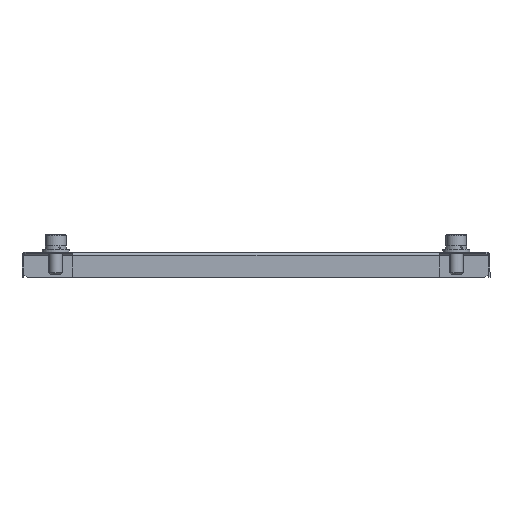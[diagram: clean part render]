
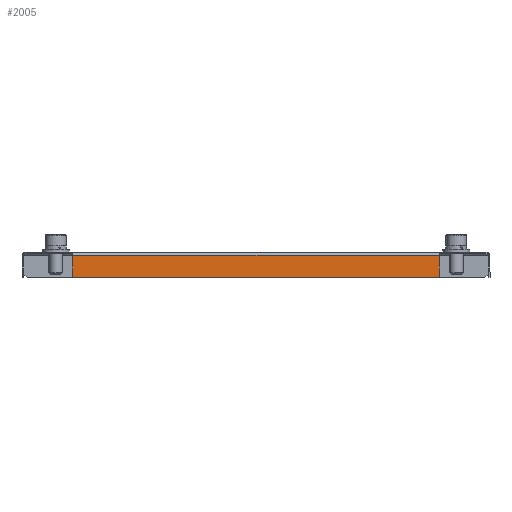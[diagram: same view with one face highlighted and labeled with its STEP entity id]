
A CAD part, front view. The second image highlights one B-rep face of the part: STEP entity #2005.
In plain terms, the highlighted planar face has unit normal (0, -1, 0).
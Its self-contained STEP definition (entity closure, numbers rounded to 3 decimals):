
#52 = DIRECTION ( 'NONE',  ( 0., 0., 1. ) ) ;
#129 = EDGE_LOOP ( 'NONE', ( #606, #1135, #3426, #3366 ) ) ;
#252 = VECTOR ( 'NONE', #52, 1000. ) ;
#278 = DIRECTION ( 'NONE',  ( 0., 0., -1. ) ) ;
#428 = DIRECTION ( 'NONE',  ( 0., 0., 1. ) ) ;
#509 = EDGE_CURVE ( 'NONE', #3067, #3479, #3268, .T. ) ;
#545 = CARTESIAN_POINT ( 'NONE',  ( -160., -206.35, -22. ) ) ;
#574 = CARTESIAN_POINT ( 'NONE',  ( 160., -206.35, -2.8 ) ) ;
#606 = ORIENTED_EDGE ( 'NONE', *, *, #2562, .F. ) ;
#647 = CARTESIAN_POINT ( 'NONE',  ( 160., -206.35, -1.5 ) ) ;
#774 = VECTOR ( 'NONE', #278, 1000. ) ;
#958 = VERTEX_POINT ( 'NONE', #574 ) ;
#972 = LINE ( 'NONE', #2162, #1796 ) ;
#1101 = PLANE ( 'NONE',  #1233 ) ;
#1111 = EDGE_CURVE ( 'NONE', #3479, #1481, #972, .T. ) ;
#1135 = ORIENTED_EDGE ( 'NONE', *, *, #509, .T. ) ;
#1233 = AXIS2_PLACEMENT_3D ( 'NONE', #1629, #3180, #428 ) ;
#1481 = VERTEX_POINT ( 'NONE', #2127 ) ;
#1629 = CARTESIAN_POINT ( 'NONE',  ( 0., -206.35, 0. ) ) ;
#1745 = LINE ( 'NONE', #2952, #2847 ) ;
#1783 = CARTESIAN_POINT ( 'NONE',  ( -160., -206.35, -22. ) ) ;
#1796 = VECTOR ( 'NONE', #3374, 1000. ) ;
#1842 = CARTESIAN_POINT ( 'NONE',  ( -160., -206.35, -2.8 ) ) ;
#1928 = FACE_OUTER_BOUND ( 'NONE', #129, .T. ) ;
#2005 = ADVANCED_FACE ( 'NONE', ( #1928 ), #1101, .F. ) ;
#2127 = CARTESIAN_POINT ( 'NONE',  ( 160., -206.35, -22. ) ) ;
#2162 = CARTESIAN_POINT ( 'NONE',  ( 160., -206.35, -22. ) ) ;
#2562 = EDGE_CURVE ( 'NONE', #3067, #958, #1745, .T. ) ;
#2746 = LINE ( 'NONE', #647, #252 ) ;
#2847 = VECTOR ( 'NONE', #3517, 1000. ) ;
#2952 = CARTESIAN_POINT ( 'NONE',  ( 0., -206.35, -2.8 ) ) ;
#3054 = EDGE_CURVE ( 'NONE', #1481, #958, #2746, .T. ) ;
#3067 = VERTEX_POINT ( 'NONE', #1842 ) ;
#3180 = DIRECTION ( 'NONE',  ( 0., 1., 0. ) ) ;
#3268 = LINE ( 'NONE', #545, #774 ) ;
#3366 = ORIENTED_EDGE ( 'NONE', *, *, #3054, .T. ) ;
#3374 = DIRECTION ( 'NONE',  ( 1., 0., 0. ) ) ;
#3426 = ORIENTED_EDGE ( 'NONE', *, *, #1111, .T. ) ;
#3479 = VERTEX_POINT ( 'NONE', #1783 ) ;
#3517 = DIRECTION ( 'NONE',  ( 1., 0., 0. ) ) ;
